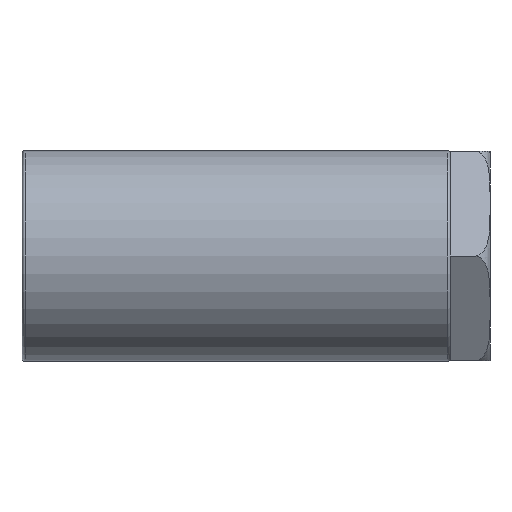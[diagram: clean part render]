
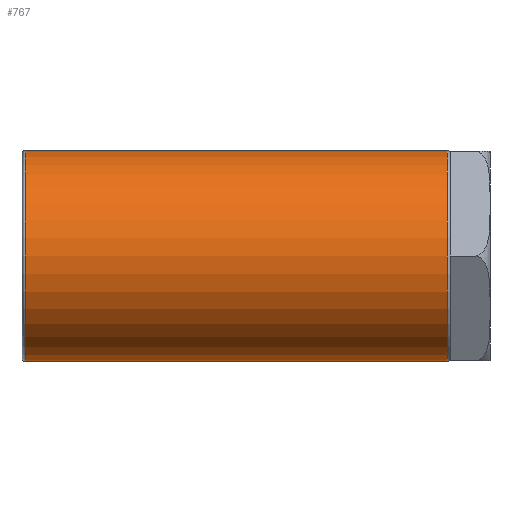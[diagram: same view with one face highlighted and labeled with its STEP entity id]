
A CAD part, left-side view. The second image highlights one B-rep face of the part: STEP entity #767.
In plain terms, the highlighted cylindrical face has radius 21.59 mm (diameter 43.18 mm), a full revolution.
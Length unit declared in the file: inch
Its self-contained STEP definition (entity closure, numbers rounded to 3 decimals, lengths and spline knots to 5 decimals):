
#733=CARTESIAN_POINT('',(0.85,0.025,0.0));
#734=VERTEX_POINT('',#733);
#735=CARTESIAN_POINT('',(0.,0.025,0.0));
#736=DIRECTION('',(0.0,-1.0,0.0));
#737=DIRECTION('',(-1.0,0.0,0.0));
#738=AXIS2_PLACEMENT_3D('',#735,#736,#737);
#739=CIRCLE('',#738,0.85);
#740=EDGE_CURVE('',#734,#734,#739,.T.);
#748=CARTESIAN_POINT('',(0.,1.725,0.0));
#749=DIRECTION('',(0.,-1.0,0.0));
#750=DIRECTION('',(1.0,0.0,0.0));
#751=AXIS2_PLACEMENT_3D('',#748,#749,#750);
#752=CYLINDRICAL_SURFACE('',#751,0.85);
#753=CARTESIAN_POINT('',(0.85,3.425,0.));
#754=VERTEX_POINT('',#753);
#755=CARTESIAN_POINT('',(0.,3.425,0.0));
#756=DIRECTION('',(0.0,1.0,0.0));
#757=DIRECTION('',(-1.0,0.0,0.0));
#758=AXIS2_PLACEMENT_3D('',#755,#756,#757);
#759=CIRCLE('',#758,0.85);
#760=EDGE_CURVE('',#754,#754,#759,.T.);
#761=ORIENTED_EDGE('',*,*,#760,.F.);
#762=EDGE_LOOP('',(#761));
#763=FACE_OUTER_BOUND('',#762,.T.);
#764=ORIENTED_EDGE('',*,*,#740,.F.);
#765=EDGE_LOOP('',(#764));
#766=FACE_BOUND('',#765,.T.);
#767=ADVANCED_FACE('',(#763,#766),#752,.T.);
